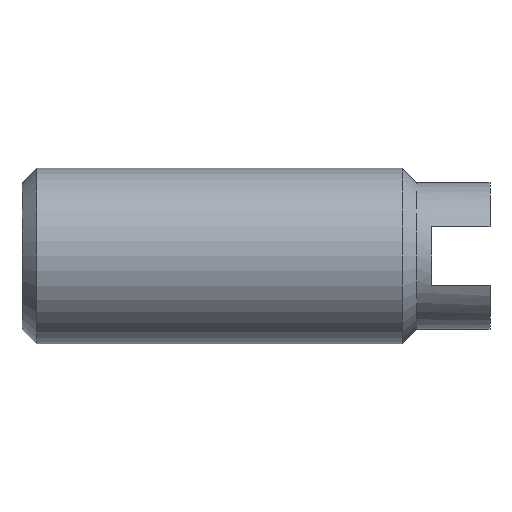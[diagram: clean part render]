
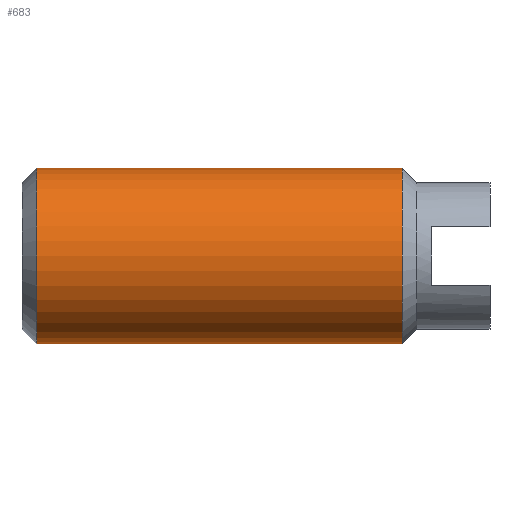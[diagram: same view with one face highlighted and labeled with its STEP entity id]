
A CAD part, front view. The second image highlights one B-rep face of the part: STEP entity #683.
In plain terms, the highlighted cylindrical face has radius 3 mm (diameter 6 mm), a partial arc.
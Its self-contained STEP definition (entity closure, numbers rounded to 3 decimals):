
#138 = DIRECTION ( 'NONE',  ( -1., 0., 0. ) ) ;
#159 = AXIS2_PLACEMENT_3D ( 'NONE', #634, #286, #1467 ) ;
#201 = EDGE_CURVE ( 'NONE', #855, #520, #877, .T. ) ;
#219 = CARTESIAN_POINT ( 'NONE',  ( -17.993, 0., 3. ) ) ;
#251 = DIRECTION ( 'NONE',  ( 0., 0., 1. ) ) ;
#286 = DIRECTION ( 'NONE',  ( -1., 0., 0. ) ) ;
#289 = ORIENTED_EDGE ( 'NONE', *, *, #201, .T. ) ;
#340 = VERTEX_POINT ( 'NONE', #830 ) ;
#437 = CARTESIAN_POINT ( 'NONE',  ( -17.993, 0., -3. ) ) ;
#488 = EDGE_CURVE ( 'NONE', #1075, #340, #628, .T. ) ;
#508 = ORIENTED_EDGE ( 'NONE', *, *, #488, .F. ) ;
#516 = CYLINDRICAL_SURFACE ( 'NONE', #159, 3. ) ;
#520 = VERTEX_POINT ( 'NONE', #1514 ) ;
#580 = DIRECTION ( 'NONE',  ( -1., 0., 0. ) ) ;
#615 = ORIENTED_EDGE ( 'NONE', *, *, #1006, .T. ) ;
#628 = LINE ( 'NONE', #437, #662 ) ;
#634 = CARTESIAN_POINT ( 'NONE',  ( -17.993, 0., 0. ) ) ;
#638 = AXIS2_PLACEMENT_3D ( 'NONE', #680, #580, #1274 ) ;
#653 = AXIS2_PLACEMENT_3D ( 'NONE', #959, #138, #251 ) ;
#662 = VECTOR ( 'NONE', #1507, 1000. ) ;
#674 = EDGE_CURVE ( 'NONE', #340, #520, #860, .T. ) ;
#680 = CARTESIAN_POINT ( 'NONE',  ( -3., 0., 0. ) ) ;
#683 = ADVANCED_FACE ( 'NONE', ( #1046 ), #516, .T. ) ;
#830 = CARTESIAN_POINT ( 'NONE',  ( -15.5, 0., -3. ) ) ;
#855 = VERTEX_POINT ( 'NONE', #1315 ) ;
#860 = CIRCLE ( 'NONE', #653, 3. ) ;
#877 = LINE ( 'NONE', #219, #1424 ) ;
#959 = CARTESIAN_POINT ( 'NONE',  ( -15.5, 0., 0. ) ) ;
#1006 = EDGE_CURVE ( 'NONE', #1075, #855, #1115, .T. ) ;
#1046 = FACE_OUTER_BOUND ( 'NONE', #1459, .T. ) ;
#1054 = DIRECTION ( 'NONE',  ( -1., 0., 0. ) ) ;
#1075 = VERTEX_POINT ( 'NONE', #1179 ) ;
#1115 = CIRCLE ( 'NONE', #638, 3. ) ;
#1179 = CARTESIAN_POINT ( 'NONE',  ( -3., 0., -3. ) ) ;
#1274 = DIRECTION ( 'NONE',  ( 0., 0., 1. ) ) ;
#1315 = CARTESIAN_POINT ( 'NONE',  ( -3., 0., 3. ) ) ;
#1415 = ORIENTED_EDGE ( 'NONE', *, *, #674, .F. ) ;
#1424 = VECTOR ( 'NONE', #1054, 1000. ) ;
#1459 = EDGE_LOOP ( 'NONE', ( #508, #615, #289, #1415 ) ) ;
#1467 = DIRECTION ( 'NONE',  ( 0., 0., 1. ) ) ;
#1507 = DIRECTION ( 'NONE',  ( -1., 0., 0. ) ) ;
#1514 = CARTESIAN_POINT ( 'NONE',  ( -15.5, 0., 3. ) ) ;
